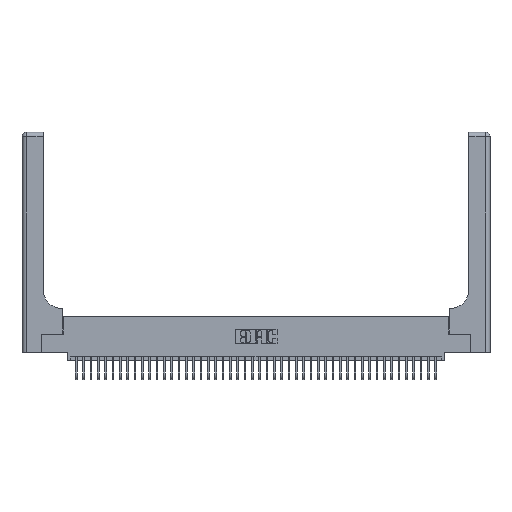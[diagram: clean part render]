
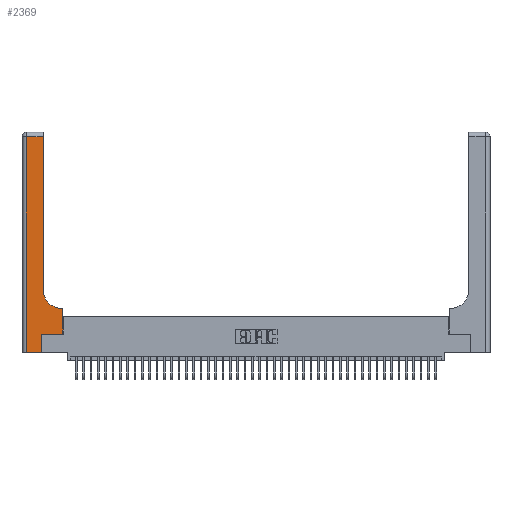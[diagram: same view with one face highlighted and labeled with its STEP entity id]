
A CAD part, top view. The second image highlights one B-rep face of the part: STEP entity #2369.
In plain terms, the highlighted planar face has unit normal (0, 0, 1).
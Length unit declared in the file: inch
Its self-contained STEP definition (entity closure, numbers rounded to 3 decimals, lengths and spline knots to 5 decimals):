
#212 = DIRECTION ( 'NONE',  ( 0., 1., 0. ) ) ;
#836 = DIRECTION ( 'NONE',  ( 0., 1., 0. ) ) ;
#1245 = CARTESIAN_POINT ( 'NONE',  ( 0., 0., 0.37 ) ) ;
#1639 = EDGE_CURVE ( 'NONE', #19195, #25639, #1706, .T. ) ;
#1706 = LINE ( 'NONE', #1245, #35226 ) ;
#2063 = AXIS2_PLACEMENT_3D ( 'NONE', #35986, #16758, #39174 ) ;
#2074 = LINE ( 'NONE', #8267, #9793 ) ;
#2364 = VECTOR ( 'NONE', #212, 39.37008 ) ;
#2369 = ADVANCED_FACE ( 'NONE', ( #15545 ), #30952, .F. ) ;
#3425 = CARTESIAN_POINT ( 'NONE',  ( 0.269, 0.25, 0.37 ) ) ;
#4234 = EDGE_CURVE ( 'NONE', #27751, #22440, #31089, .T. ) ;
#5943 = CARTESIAN_POINT ( 'NONE',  ( 0.269, 0., 0.37 ) ) ;
#6468 = VERTEX_POINT ( 'NONE', #3425 ) ;
#6477 = LINE ( 'NONE', #24327, #39809 ) ;
#7470 = CARTESIAN_POINT ( 'NONE',  ( 0.2915, 3., 0.37 ) ) ;
#8267 = CARTESIAN_POINT ( 'NONE',  ( 0.06, 3., 0.37 ) ) ;
#9793 = VECTOR ( 'NONE', #30971, 39.37008 ) ;
#9971 = EDGE_CURVE ( 'NONE', #19221, #39871, #12668, .T. ) ;
#10054 = EDGE_CURVE ( 'NONE', #39871, #19881, #6477, .T. ) ;
#10648 = CARTESIAN_POINT ( 'NONE',  ( 0.2915, 0.85, 0.37 ) ) ;
#11449 = AXIS2_PLACEMENT_3D ( 'NONE', #14862, #37346, #18199 ) ;
#11494 = VERTEX_POINT ( 'NONE', #25218 ) ;
#12500 = EDGE_CURVE ( 'NONE', #6468, #11494, #27354, .T. ) ;
#12606 = CARTESIAN_POINT ( 'NONE',  ( 0.2915, 0.6, 0.37 ) ) ;
#12668 = LINE ( 'NONE', #7470, #19355 ) ;
#13398 = ORIENTED_EDGE ( 'NONE', *, *, #4234, .T. ) ;
#13826 = CARTESIAN_POINT ( 'NONE',  ( 0.06, 0., 0.37 ) ) ;
#14594 = ORIENTED_EDGE ( 'NONE', *, *, #22438, .T. ) ;
#14862 = CARTESIAN_POINT ( 'NONE',  ( 0., 3., 0.37 ) ) ;
#15545 = FACE_OUTER_BOUND ( 'NONE', #17042, .T. ) ;
#16758 = DIRECTION ( 'NONE',  ( 0., 0., -1. ) ) ;
#17018 = ORIENTED_EDGE ( 'NONE', *, *, #12500, .T. ) ;
#17042 = EDGE_LOOP ( 'NONE', ( #23067, #25336, #14594, #22860, #39645, #17018, #27276, #13398, #35236 ) ) ;
#18199 = DIRECTION ( 'NONE',  ( -1., 0., 0. ) ) ;
#18271 = CIRCLE ( 'NONE', #2063, 0.25 ) ;
#19195 = VERTEX_POINT ( 'NONE', #13826 ) ;
#19221 = VERTEX_POINT ( 'NONE', #10648 ) ;
#19355 = VECTOR ( 'NONE', #836, 39.37008 ) ;
#19881 = VERTEX_POINT ( 'NONE', #20814 ) ;
#20814 = CARTESIAN_POINT ( 'NONE',  ( 0.06, 2.94, 0.37 ) ) ;
#22438 = EDGE_CURVE ( 'NONE', #19881, #19195, #2074, .T. ) ;
#22440 = VERTEX_POINT ( 'NONE', #24542 ) ;
#22860 = ORIENTED_EDGE ( 'NONE', *, *, #1639, .T. ) ;
#23067 = ORIENTED_EDGE ( 'NONE', *, *, #9971, .T. ) ;
#24327 = CARTESIAN_POINT ( 'NONE',  ( 0., 2.94, 0.37 ) ) ;
#24542 = CARTESIAN_POINT ( 'NONE',  ( 0.5415, 0.6, 0.37 ) ) ;
#24673 = CARTESIAN_POINT ( 'NONE',  ( 0.269, 0.25, 0.37 ) ) ;
#25179 = DIRECTION ( 'NONE',  ( 0., 1., 0. ) ) ;
#25218 = CARTESIAN_POINT ( 'NONE',  ( 0.5585, 0.25, 0.37 ) ) ;
#25336 = ORIENTED_EDGE ( 'NONE', *, *, #10054, .T. ) ;
#25639 = VERTEX_POINT ( 'NONE', #5943 ) ;
#25743 = EDGE_CURVE ( 'NONE', #22440, #19221, #18271, .T. ) ;
#27276 = ORIENTED_EDGE ( 'NONE', *, *, #31516, .T. ) ;
#27354 = LINE ( 'NONE', #24673, #34802 ) ;
#27398 = DIRECTION ( 'NONE',  ( 1., 0., 0. ) ) ;
#27751 = VERTEX_POINT ( 'NONE', #33036 ) ;
#28398 = LINE ( 'NONE', #35867, #2364 ) ;
#28765 = DIRECTION ( 'NONE',  ( -1., 0., 0. ) ) ;
#30752 = DIRECTION ( 'NONE',  ( -1., 0., 0. ) ) ;
#30952 = PLANE ( 'NONE',  #11449 ) ;
#30971 = DIRECTION ( 'NONE',  ( 0., -1., 0. ) ) ;
#31089 = LINE ( 'NONE', #12606, #39518 ) ;
#31516 = EDGE_CURVE ( 'NONE', #11494, #27751, #28398, .T. ) ;
#32635 = CARTESIAN_POINT ( 'NONE',  ( 0.2915, 2.94, 0.37 ) ) ;
#33036 = CARTESIAN_POINT ( 'NONE',  ( 0.5585, 0.6, 0.37 ) ) ;
#34419 = VECTOR ( 'NONE', #25179, 39.37008 ) ;
#34636 = CARTESIAN_POINT ( 'NONE',  ( 0.269, 0., 0.37 ) ) ;
#34802 = VECTOR ( 'NONE', #40533, 39.37008 ) ;
#35226 = VECTOR ( 'NONE', #27398, 39.37008 ) ;
#35236 = ORIENTED_EDGE ( 'NONE', *, *, #25743, .T. ) ;
#35423 = LINE ( 'NONE', #34636, #34419 ) ;
#35867 = CARTESIAN_POINT ( 'NONE',  ( 0.5585, 0.25, 0.37 ) ) ;
#35986 = CARTESIAN_POINT ( 'NONE',  ( 0.5415, 0.85, 0.37 ) ) ;
#37346 = DIRECTION ( 'NONE',  ( 0., 0., -1. ) ) ;
#39174 = DIRECTION ( 'NONE',  ( 1., 0., 0. ) ) ;
#39197 = EDGE_CURVE ( 'NONE', #25639, #6468, #35423, .T. ) ;
#39518 = VECTOR ( 'NONE', #28765, 39.37008 ) ;
#39645 = ORIENTED_EDGE ( 'NONE', *, *, #39197, .T. ) ;
#39809 = VECTOR ( 'NONE', #30752, 39.37008 ) ;
#39871 = VERTEX_POINT ( 'NONE', #32635 ) ;
#40533 = DIRECTION ( 'NONE',  ( 1., 0., 0. ) ) ;
